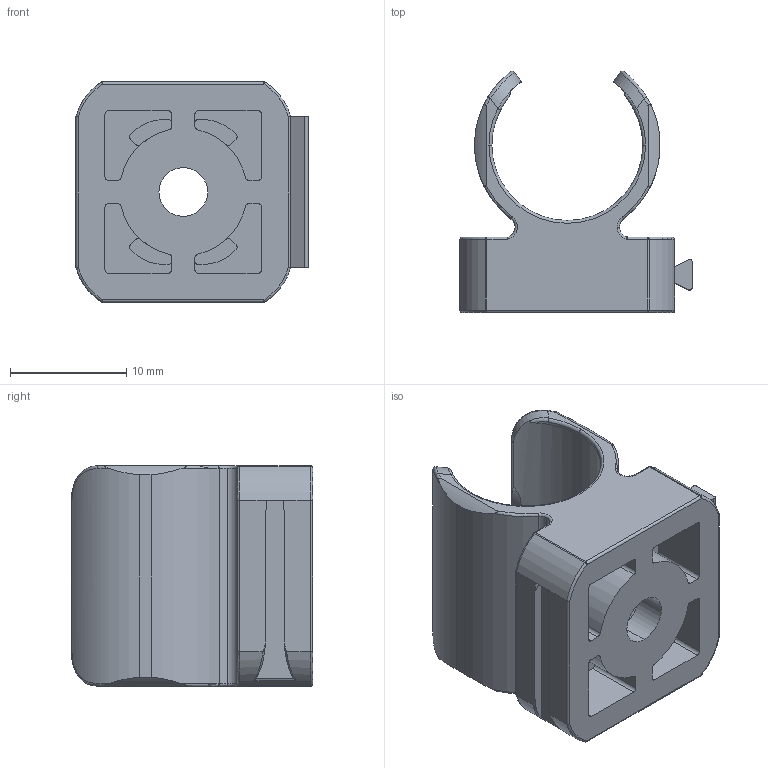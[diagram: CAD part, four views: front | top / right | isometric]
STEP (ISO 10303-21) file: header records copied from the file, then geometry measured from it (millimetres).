
FILE_DESCRIPTION (( 'STEP AP214' ), '1' );
FILE_NAME ('3014-104.SLDPRT.STEP', '2024-09-10T12:01:03', ( '' ), ( '' ), 'SwSTEP 2.0', 'SolidWorks 2022', '' );
FILE_SCHEMA (( 'AUTOMOTIVE_DESIGN' ));
Length unit declared in the file: millimetre
Products named in the file (4): Einsatz 3014-104; Klemmung 3014-104; 3014-104_1; 3014-104.SLDPRT
Assembly tree (1 placements, depth 2):
  Einsatz 3014-104
  Klemmung 3014-104
  3014-104.SLDPRT
    3014-104_1
Bounding box: 20 x 20.8 x 19 mm (x, y, z)
Volume: 2339.4 mm3; surface area: 3092 mm2
Topology: 1 solids, 1 shells, 285 faces, 747 edges, 475 vertices
Faces by surface type: plane 122, cylinder 94, bspline 34, torus 27, sphere 8
Entity records: 11344 total; most frequent: CARTESIAN_POINT 4412, ORIENTED_EDGE 1486, DIRECTION 1353, EDGE_CURVE 743, VERTEX_POINT 475, AXIS2_PLACEMENT_3D 467, LINE 419, VECTOR 419
